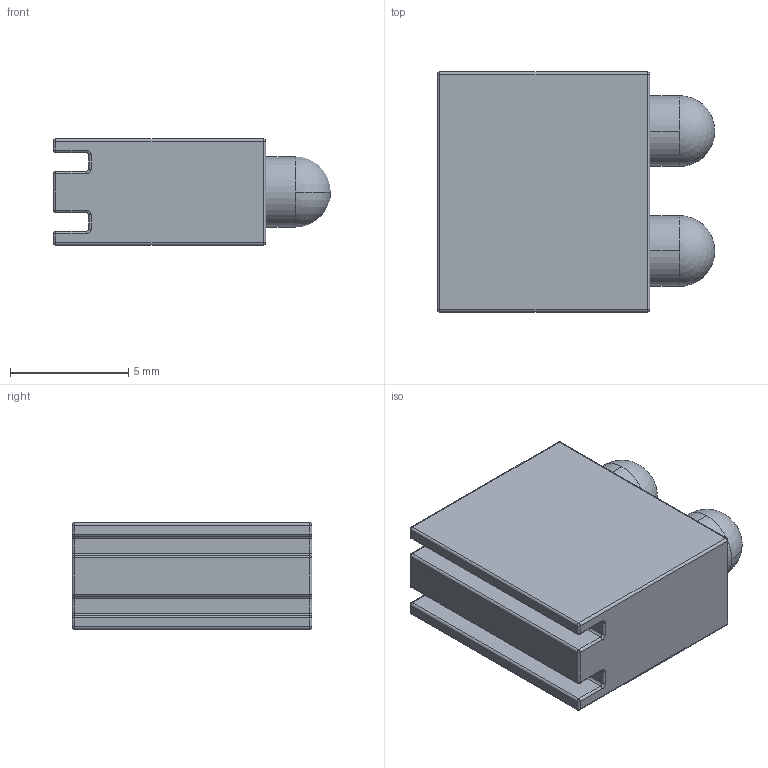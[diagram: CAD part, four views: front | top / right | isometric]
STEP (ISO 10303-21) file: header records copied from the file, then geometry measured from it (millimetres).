
FILE_DESCRIPTION (( 'STEP AP214' ), '1' );
FILE_NAME ('LED 3mm Double Stand.STEP', '2018-05-06T10:20:23', ( '' ), ( '' ), 'SwSTEP 2.0', 'SolidWorks 2017', '' );
FILE_SCHEMA (( 'AUTOMOTIVE_DESIGN' ));
Length unit declared in the file: millimetre
Products named in the file (1): LED 3mm Double Stand
Bounding box: 11.75 x 10.16 x 4.5 mm (x, y, z)
Volume: 418.7 mm3; surface area: 441.1 mm2
Topology: 1 solids, 1 shells, 82 faces, 192 edges, 94 vertices
Faces by surface type: cylinder 40, sphere 20, plane 14, torus 8
Entity records: 3092 total; most frequent: DIRECTION 434, CARTESIAN_POINT 349, ORIENTED_EDGE 344, AXIS2_PLACEMENT_3D 179, EDGE_CURVE 172, CIRCLE 96, VERTEX_POINT 94, UNCERTAINTY_MEASURE_WITH_UNIT 85
